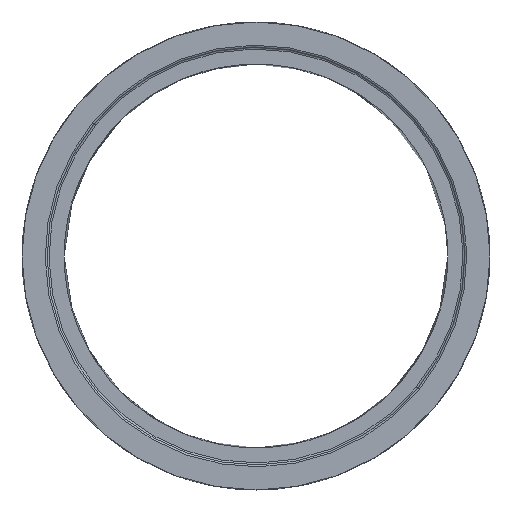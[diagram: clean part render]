
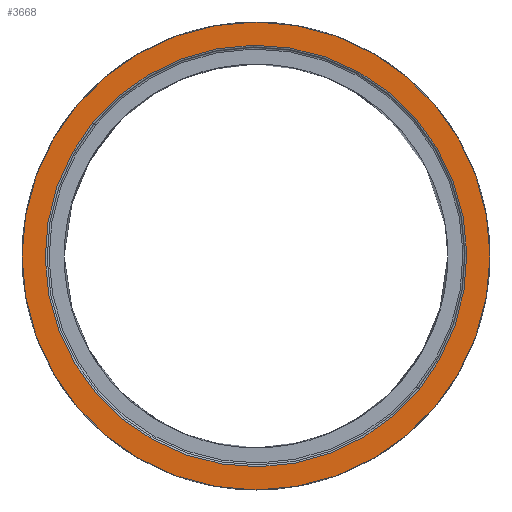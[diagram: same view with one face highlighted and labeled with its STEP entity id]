
A CAD part, front view. The second image highlights one B-rep face of the part: STEP entity #3668.
In plain terms, the highlighted face is planar.
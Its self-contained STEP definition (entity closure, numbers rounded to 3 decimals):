
#522 = DIRECTION ( 'NONE',  ( 1., 0., 0. ) ) ;
#699 = EDGE_CURVE ( 'NONE', #11144, #20249, #15209, .T. ) ;
#1757 = DIRECTION ( 'NONE',  ( 0.775, 0.632, 0. ) ) ;
#1786 = FACE_OUTER_BOUND ( 'NONE', #8034, .T. ) ;
#1823 = DIRECTION ( 'NONE',  ( 0.775, 0.632, 0. ) ) ;
#2013 = DIRECTION ( 'NONE',  ( 1., 0., 0. ) ) ;
#2254 = DIRECTION ( 'NONE',  ( 0., 0., 1. ) ) ;
#2374 = EDGE_CURVE ( 'NONE', #11256, #21996, #4145, .T. ) ;
#3602 = CARTESIAN_POINT ( 'NONE',  ( 0., 0., -145. ) ) ;
#3644 = DIRECTION ( 'NONE',  ( 0., 0., 1. ) ) ;
#3668 = ADVANCED_FACE ( 'NONE', ( #10567, #1786 ), #17724, .F. ) ;
#4145 = CIRCLE ( 'NONE', #14841, 1220. ) ;
#4211 = AXIS2_PLACEMENT_3D ( 'NONE', #5379, #3644, #5494 ) ;
#5173 = CARTESIAN_POINT ( 'NONE',  ( 0., 0., -145. ) ) ;
#5379 = CARTESIAN_POINT ( 'NONE',  ( 0., 0., -145. ) ) ;
#5494 = DIRECTION ( 'NONE',  ( 1., 0., 0. ) ) ;
#6041 = CIRCLE ( 'NONE', #18966, 1099. ) ;
#8034 = EDGE_LOOP ( 'NONE', ( #22247, #10498 ) ) ;
#8943 = DIRECTION ( 'NONE',  ( 0., 0., 1. ) ) ;
#9112 = EDGE_CURVE ( 'NONE', #20249, #11144, #6041, .T. ) ;
#9519 = CARTESIAN_POINT ( 'NONE',  ( 0., 0., -145. ) ) ;
#9640 = CARTESIAN_POINT ( 'NONE',  ( 1220., 0., -145. ) ) ;
#10498 = ORIENTED_EDGE ( 'NONE', *, *, #2374, .F. ) ;
#10567 = FACE_BOUND ( 'NONE', #16561, .T. ) ;
#11144 = VERTEX_POINT ( 'NONE', #22212 ) ;
#11222 = CIRCLE ( 'NONE', #4211, 1220. ) ;
#11256 = VERTEX_POINT ( 'NONE', #21460 ) ;
#11605 = EDGE_CURVE ( 'NONE', #21996, #11256, #11222, .T. ) ;
#12064 = ORIENTED_EDGE ( 'NONE', *, *, #699, .T. ) ;
#12460 = DIRECTION ( 'NONE',  ( 0., 0., 1. ) ) ;
#12657 = AXIS2_PLACEMENT_3D ( 'NONE', #17375, #8943, #2013 ) ;
#14841 = AXIS2_PLACEMENT_3D ( 'NONE', #9519, #2254, #522 ) ;
#15209 = CIRCLE ( 'NONE', #21132, 1099. ) ;
#16561 = EDGE_LOOP ( 'NONE', ( #17189, #12064 ) ) ;
#17189 = ORIENTED_EDGE ( 'NONE', *, *, #9112, .T. ) ;
#17375 = CARTESIAN_POINT ( 'NONE',  ( 0., 0., -145. ) ) ;
#17695 = DIRECTION ( 'NONE',  ( 0., 0., 1. ) ) ;
#17724 = PLANE ( 'NONE',  #12657 ) ;
#18966 = AXIS2_PLACEMENT_3D ( 'NONE', #5173, #12460, #1823 ) ;
#19202 = CARTESIAN_POINT ( 'NONE',  ( 851.316, 695.026, -145. ) ) ;
#20249 = VERTEX_POINT ( 'NONE', #19202 ) ;
#21132 = AXIS2_PLACEMENT_3D ( 'NONE', #3602, #17695, #1757 ) ;
#21460 = CARTESIAN_POINT ( 'NONE',  ( -1220., 0., -145. ) ) ;
#21996 = VERTEX_POINT ( 'NONE', #9640 ) ;
#22212 = CARTESIAN_POINT ( 'NONE',  ( -851.316, -695.026, -145. ) ) ;
#22247 = ORIENTED_EDGE ( 'NONE', *, *, #11605, .F. ) ;
